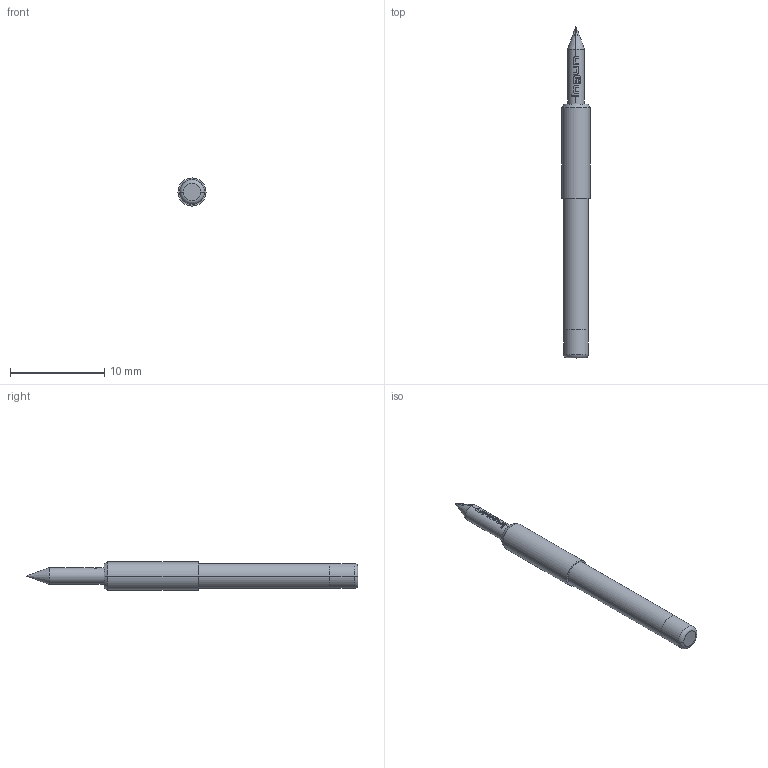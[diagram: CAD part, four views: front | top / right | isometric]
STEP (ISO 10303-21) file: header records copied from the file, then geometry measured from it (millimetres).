
FILE_DESCRIPTION (( 'STEP AP203' ), '1' );
FILE_NAME ('INGUN_GKS-113_201_180_R_xx10.STEP', '2022-01-19T13:41:43', ( 'ochi' ), ( '' ), 'SwSTEP 2.0', 'SolidWorks 2018', '' );
FILE_SCHEMA (( 'CONFIG_CONTROL_DESIGN' ));
Length unit declared in the file: millimetre
Products named in the file (1): INGUN_GKS-113_201_180_R_xx10
Bounding box: 3 x 35.3 x 3 mm (x, y, z)
Volume: 180.5 mm3; surface area: 284.7 mm2
Topology: 1 solids, 1 shells, 90 faces, 249 edges, 163 vertices
Faces by surface type: bspline 60, cylinder 18, plane 6, cone 4, torus 2
Entity records: 4006 total; most frequent: CARTESIAN_POINT 2205, ORIENTED_EDGE 494, EDGE_CURVE 247, B_SPLINE_CURVE_WITH_KNOTS 204, VERTEX_POINT 163, DIRECTION 127, EDGE_LOOP 94, FACE_OUTER_BOUND 90
